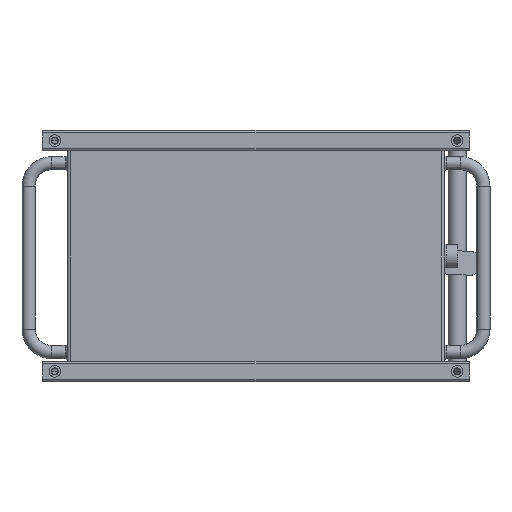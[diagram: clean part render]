
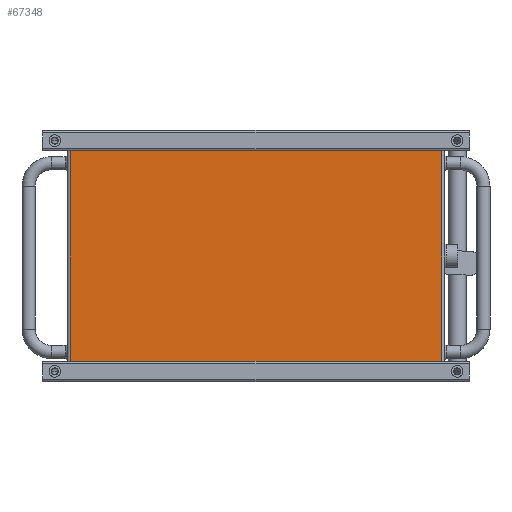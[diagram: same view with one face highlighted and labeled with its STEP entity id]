
A CAD part, front view. The second image highlights one B-rep face of the part: STEP entity #67348.
In plain terms, the highlighted planar face has unit normal (0, -1, 0).
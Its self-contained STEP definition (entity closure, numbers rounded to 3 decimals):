
#7627 = CARTESIAN_POINT ( 'NONE',  ( 4., 0., -306. ) ) ;
#9272 = ORIENTED_EDGE ( 'NONE', *, *, #66838, .T. ) ;
#11960 = EDGE_CURVE ( 'NONE', #68171, #14637, #46509, .T. ) ;
#13680 = CARTESIAN_POINT ( 'NONE',  ( 456., 0., 0. ) ) ;
#14637 = VERTEX_POINT ( 'NONE', #56882 ) ;
#17366 = VERTEX_POINT ( 'NONE', #20027 ) ;
#17919 = AXIS2_PLACEMENT_3D ( 'NONE', #39233, #28886, #65679 ) ;
#18053 = VECTOR ( 'NONE', #45269, 1000. ) ;
#19032 = CARTESIAN_POINT ( 'NONE',  ( 460., 0., -302. ) ) ;
#20027 = CARTESIAN_POINT ( 'NONE',  ( 456., 0., -302. ) ) ;
#20828 = ORIENTED_EDGE ( 'NONE', *, *, #45001, .T. ) ;
#23201 = VECTOR ( 'NONE', #55873, 1000. ) ;
#23485 = DIRECTION ( 'NONE',  ( 0., 0., -1. ) ) ;
#26400 = EDGE_CURVE ( 'NONE', #28070, #68171, #66086, .T. ) ;
#27979 = CARTESIAN_POINT ( 'NONE',  ( 456., 0., -4. ) ) ;
#28070 = VERTEX_POINT ( 'NONE', #27979 ) ;
#28886 = DIRECTION ( 'NONE',  ( 0., -1., 0. ) ) ;
#31075 = CARTESIAN_POINT ( 'NONE',  ( 4., 0., -4. ) ) ;
#32489 = VECTOR ( 'NONE', #23485, 1000. ) ;
#33747 = LINE ( 'NONE', #13680, #18053 ) ;
#34171 = ORIENTED_EDGE ( 'NONE', *, *, #26400, .T. ) ;
#36449 = VECTOR ( 'NONE', #55998, 1000. ) ;
#37111 = FACE_OUTER_BOUND ( 'NONE', #48837, .T. ) ;
#39233 = CARTESIAN_POINT ( 'NONE',  ( 0., 0., -306. ) ) ;
#44559 = PLANE ( 'NONE',  #17919 ) ;
#45001 = EDGE_CURVE ( 'NONE', #17366, #28070, #33747, .T. ) ;
#45059 = ORIENTED_EDGE ( 'NONE', *, *, #11960, .T. ) ;
#45269 = DIRECTION ( 'NONE',  ( 0., 0., 1. ) ) ;
#45450 = CARTESIAN_POINT ( 'NONE',  ( 0., 0., -4. ) ) ;
#46509 = LINE ( 'NONE', #7627, #32489 ) ;
#48837 = EDGE_LOOP ( 'NONE', ( #34171, #45059, #9272, #20828 ) ) ;
#51215 = LINE ( 'NONE', #19032, #23201 ) ;
#55873 = DIRECTION ( 'NONE',  ( 1., 0., 0. ) ) ;
#55998 = DIRECTION ( 'NONE',  ( -1., 0., 0. ) ) ;
#56882 = CARTESIAN_POINT ( 'NONE',  ( 4., 0., -302. ) ) ;
#65679 = DIRECTION ( 'NONE',  ( 0., 0., -1. ) ) ;
#66086 = LINE ( 'NONE', #45450, #36449 ) ;
#66838 = EDGE_CURVE ( 'NONE', #14637, #17366, #51215, .T. ) ;
#67348 = ADVANCED_FACE ( 'NONE', ( #37111 ), #44559, .T. ) ;
#68171 = VERTEX_POINT ( 'NONE', #31075 ) ;
